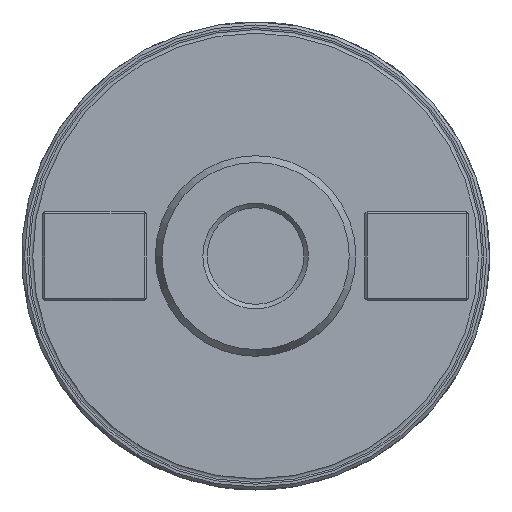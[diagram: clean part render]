
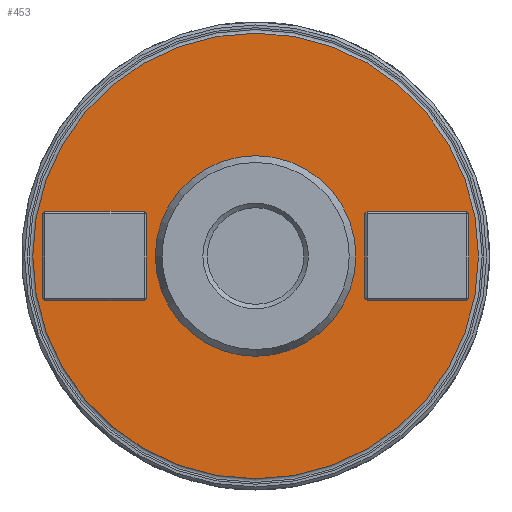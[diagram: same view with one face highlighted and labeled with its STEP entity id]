
A CAD part, left-side view. The second image highlights one B-rep face of the part: STEP entity #453.
In plain terms, the highlighted planar face has unit normal (-1, 0, 0).
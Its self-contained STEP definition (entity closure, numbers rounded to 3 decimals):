
#148=FACE_BOUND('',#711,.T.);
#149=FACE_BOUND('',#712,.T.);
#150=FACE_BOUND('',#713,.T.);
#151=FACE_BOUND('',#714,.T.);
#200=LINE('',#2460,#326);
#201=LINE('',#2463,#327);
#202=LINE('',#2465,#328);
#203=LINE('',#2467,#329);
#204=LINE('',#2469,#330);
#205=LINE('',#2471,#331);
#206=LINE('',#2473,#332);
#207=LINE('',#2475,#333);
#208=LINE('',#2476,#334);
#209=LINE('',#2479,#335);
#210=LINE('',#2481,#336);
#211=LINE('',#2483,#337);
#212=LINE('',#2485,#338);
#213=LINE('',#2487,#339);
#214=LINE('',#2489,#340);
#215=LINE('',#2491,#341);
#326=VECTOR('',#1982,1.);
#327=VECTOR('',#1983,1.);
#328=VECTOR('',#1984,1.);
#329=VECTOR('',#1985,1.);
#330=VECTOR('',#1986,1.);
#331=VECTOR('',#1987,1.);
#332=VECTOR('',#1988,1.);
#333=VECTOR('',#1989,1.);
#334=VECTOR('',#1990,1.);
#335=VECTOR('',#1991,1.);
#336=VECTOR('',#1992,1.);
#337=VECTOR('',#1993,1.);
#338=VECTOR('',#1994,1.);
#339=VECTOR('',#1995,1.);
#340=VECTOR('',#1996,1.);
#341=VECTOR('',#1997,1.);
#453=ADVANCED_FACE('',(#148,#149,#150,#151),#565,.F.);
#565=PLANE('',#1804);
#711=EDGE_LOOP('',(#849,#850,#851,#852,#853,#854,#855,#856));
#712=EDGE_LOOP('',(#857,#858,#859,#860,#861,#862,#863,#864));
#713=EDGE_LOOP('',(#865));
#714=EDGE_LOOP('',(#866));
#849=ORIENTED_EDGE('',*,*,#1498,.T.);
#850=ORIENTED_EDGE('',*,*,#1499,.T.);
#851=ORIENTED_EDGE('',*,*,#1500,.T.);
#852=ORIENTED_EDGE('',*,*,#1501,.T.);
#853=ORIENTED_EDGE('',*,*,#1502,.T.);
#854=ORIENTED_EDGE('',*,*,#1503,.T.);
#855=ORIENTED_EDGE('',*,*,#1504,.T.);
#856=ORIENTED_EDGE('',*,*,#1505,.T.);
#857=ORIENTED_EDGE('',*,*,#1506,.T.);
#858=ORIENTED_EDGE('',*,*,#1507,.T.);
#859=ORIENTED_EDGE('',*,*,#1508,.T.);
#860=ORIENTED_EDGE('',*,*,#1509,.T.);
#861=ORIENTED_EDGE('',*,*,#1510,.T.);
#862=ORIENTED_EDGE('',*,*,#1511,.T.);
#863=ORIENTED_EDGE('',*,*,#1512,.T.);
#864=ORIENTED_EDGE('',*,*,#1513,.T.);
#865=ORIENTED_EDGE('',*,*,#1514,.F.);
#866=ORIENTED_EDGE('',*,*,#1515,.T.);
#1337=VERTEX_POINT('',#2461);
#1338=VERTEX_POINT('',#2462);
#1339=VERTEX_POINT('',#2464);
#1340=VERTEX_POINT('',#2466);
#1341=VERTEX_POINT('',#2468);
#1342=VERTEX_POINT('',#2470);
#1343=VERTEX_POINT('',#2472);
#1344=VERTEX_POINT('',#2474);
#1345=VERTEX_POINT('',#2477);
#1346=VERTEX_POINT('',#2478);
#1347=VERTEX_POINT('',#2480);
#1348=VERTEX_POINT('',#2482);
#1349=VERTEX_POINT('',#2484);
#1350=VERTEX_POINT('',#2486);
#1351=VERTEX_POINT('',#2488);
#1352=VERTEX_POINT('',#2490);
#1353=VERTEX_POINT('',#2493);
#1354=VERTEX_POINT('',#2495);
#1498=EDGE_CURVE('',#1337,#1338,#200,.T.);
#1499=EDGE_CURVE('',#1338,#1339,#201,.T.);
#1500=EDGE_CURVE('',#1339,#1340,#202,.T.);
#1501=EDGE_CURVE('',#1340,#1341,#203,.T.);
#1502=EDGE_CURVE('',#1341,#1342,#204,.T.);
#1503=EDGE_CURVE('',#1342,#1343,#205,.T.);
#1504=EDGE_CURVE('',#1343,#1344,#206,.T.);
#1505=EDGE_CURVE('',#1344,#1337,#207,.T.);
#1506=EDGE_CURVE('',#1345,#1346,#208,.T.);
#1507=EDGE_CURVE('',#1346,#1347,#209,.T.);
#1508=EDGE_CURVE('',#1347,#1348,#210,.T.);
#1509=EDGE_CURVE('',#1348,#1349,#211,.T.);
#1510=EDGE_CURVE('',#1349,#1350,#212,.T.);
#1511=EDGE_CURVE('',#1350,#1351,#213,.T.);
#1512=EDGE_CURVE('',#1351,#1352,#214,.T.);
#1513=EDGE_CURVE('',#1352,#1345,#215,.T.);
#1514=EDGE_CURVE('',#1353,#1353,#1742,.T.);
#1515=EDGE_CURVE('',#1354,#1354,#1743,.T.);
#1742=CIRCLE('',#1802,13.5);
#1743=CIRCLE('',#1803,30.);
#1802=AXIS2_PLACEMENT_3D('',#2492,#1998,#1999);
#1803=AXIS2_PLACEMENT_3D('',#2494,#2000,#2001);
#1804=AXIS2_PLACEMENT_3D('',#2496,#2002,#2003);
#1982=DIRECTION('',(0.,-1.,0.));
#1983=DIRECTION('',(0.,-0.707,-0.707));
#1984=DIRECTION('',(0.,0.,-1.));
#1985=DIRECTION('',(0.,0.707,-0.707));
#1986=DIRECTION('',(0.,1.,0.));
#1987=DIRECTION('',(0.,0.707,0.707));
#1988=DIRECTION('',(0.,0.,1.));
#1989=DIRECTION('',(0.,-0.707,0.707));
#1990=DIRECTION('',(0.,1.,0.));
#1991=DIRECTION('',(0.,0.707,0.707));
#1992=DIRECTION('',(0.,0.,1.));
#1993=DIRECTION('',(0.,-0.707,0.707));
#1994=DIRECTION('',(0.,-1.,0.));
#1995=DIRECTION('',(0.,-0.707,-0.707));
#1996=DIRECTION('',(0.,0.,-1.));
#1997=DIRECTION('',(0.,0.707,-0.707));
#1998=DIRECTION('',(-1.,0.,0.));
#1999=DIRECTION('',(0.,0.,-1.));
#2000=DIRECTION('',(-1.,0.,0.));
#2001=DIRECTION('',(0.,0.,-1.));
#2002=DIRECTION('',(1.,0.,0.));
#2003=DIRECTION('',(0.,0.,-1.));
#2460=CARTESIAN_POINT('',(21.5,14.935,6.));
#2461=CARTESIAN_POINT('',(21.5,-15.,6.));
#2462=CARTESIAN_POINT('',(21.5,-28.4,6.));
#2463=CARTESIAN_POINT('',(21.5,-9.732,24.668));
#2464=CARTESIAN_POINT('',(21.5,-28.7,5.7));
#2465=CARTESIAN_POINT('',(21.5,-28.7,0.));
#2466=CARTESIAN_POINT('',(21.5,-28.7,-5.7));
#2467=CARTESIAN_POINT('',(21.5,-9.732,-24.668));
#2468=CARTESIAN_POINT('',(21.5,-28.4,-6.));
#2469=CARTESIAN_POINT('',(21.5,14.935,-6.));
#2470=CARTESIAN_POINT('',(21.5,-15.,-6.));
#2471=CARTESIAN_POINT('',(21.5,2.968,11.968));
#2472=CARTESIAN_POINT('',(21.5,-14.7,-5.7));
#2473=CARTESIAN_POINT('',(21.5,-14.7,0.));
#2474=CARTESIAN_POINT('',(21.5,-14.7,5.7));
#2475=CARTESIAN_POINT('',(21.5,2.968,-11.968));
#2476=CARTESIAN_POINT('',(21.5,14.935,-6.));
#2477=CARTESIAN_POINT('',(21.5,15.,-6.));
#2478=CARTESIAN_POINT('',(21.5,28.4,-6.));
#2479=CARTESIAN_POINT('',(21.5,24.668,-9.732));
#2480=CARTESIAN_POINT('',(21.5,28.7,-5.7));
#2481=CARTESIAN_POINT('',(21.5,28.7,0.));
#2482=CARTESIAN_POINT('',(21.5,28.7,5.7));
#2483=CARTESIAN_POINT('',(21.5,24.668,9.732));
#2484=CARTESIAN_POINT('',(21.5,28.4,6.));
#2485=CARTESIAN_POINT('',(21.5,14.935,6.));
#2486=CARTESIAN_POINT('',(21.5,15.,6.));
#2487=CARTESIAN_POINT('',(21.5,11.968,2.968));
#2488=CARTESIAN_POINT('',(21.5,14.7,5.7));
#2489=CARTESIAN_POINT('',(21.5,14.7,0.));
#2490=CARTESIAN_POINT('',(21.5,14.7,-5.7));
#2491=CARTESIAN_POINT('',(21.5,11.968,-2.968));
#2492=CARTESIAN_POINT('',(21.5,0.,0.));
#2493=CARTESIAN_POINT('',(21.5,0.,-13.5));
#2494=CARTESIAN_POINT('',(21.5,0.,0.));
#2495=CARTESIAN_POINT('',(21.5,0.,-30.));
#2496=CARTESIAN_POINT('',(21.5,14.935,0.));
